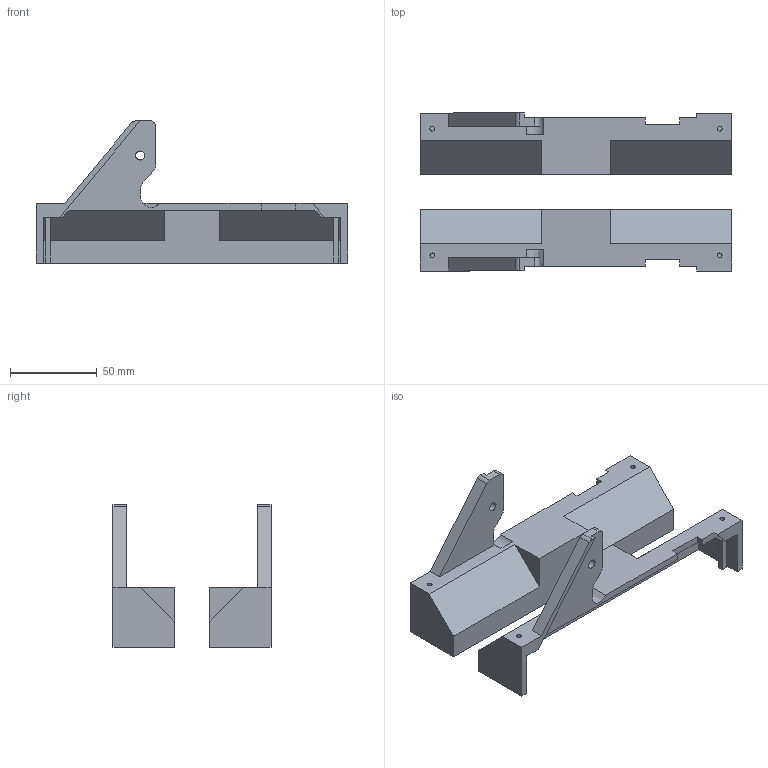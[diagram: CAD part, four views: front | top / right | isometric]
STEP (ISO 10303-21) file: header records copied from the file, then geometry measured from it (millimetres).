
FILE_DESCRIPTION((' '),'2;1');
FILE_NAME('Wheel Cover.stp','2014-04-12T17:24:24',(' '),(' '),' ','ACIS',' ');
FILE_SCHEMA(('CONFIG_CONTROL_DESIGN'));
Length unit declared in the file: millimetre
Products named in the file (3): Wheel Cover.stp; Wheel Cover_ForBodies; Wheel Hood
Assembly tree (2 placements, depth 2):
  Wheel Cover.stp
    Wheel Cover_ForBodies
    Wheel Hood
Bounding box: 180 x 91.31 x 82.2 mm (x, y, z)
Volume: 113428.2 mm3; surface area: 60207.7 mm2
Topology: 2 solids, 2 shells, 114 faces, 310 edges, 208 vertices
Faces by surface type: plane 54, bspline 50, cylinder 10
Full cylindrical faces by diameter (mm): 2.75 x2, 2.8 x2, 5.25 x1
Entity records: 3966 total; most frequent: CARTESIAN_POINT 857, ORIENTED_EDGE 600, DIRECTION 472, EDGE_CURVE 300, VECTOR 266, LINE 266, VERTEX_POINT 204, EDGE_LOOP 132
